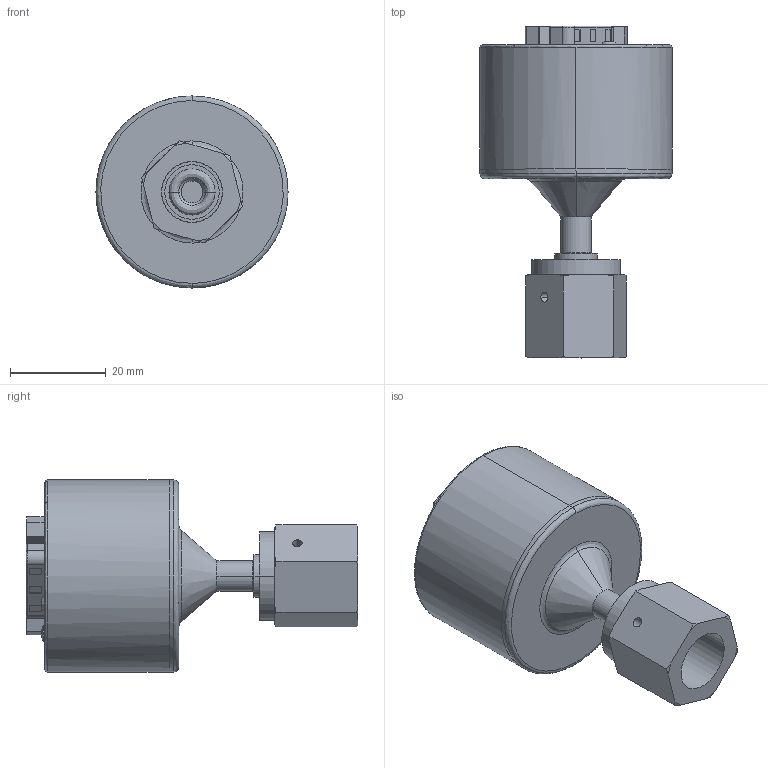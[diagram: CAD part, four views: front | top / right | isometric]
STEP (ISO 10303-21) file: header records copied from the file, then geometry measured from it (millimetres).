
FILE_DESCRIPTION (( 'STEP AP214' ), '1' );
FILE_NAME ('BVT_DB9_4FVCR.STEP', '2023-07-19T19:43:20', ( '' ), ( '' ), 'SwSTEP 2.0', 'SolidWorks 2020', '' );
FILE_SCHEMA (( 'AUTOMOTIVE_DESIGN' ));
Length unit declared in the file: inch
Products named in the file (1): BVT_DB9_4FVCR
Bounding box: 40.2 x 69.45 x 40.2 mm (x, y, z)
Volume: 40827.9 mm3; surface area: 10991.5 mm2
Topology: 1 solids, 2 shells, 336 faces, 821 edges, 532 vertices
Faces by surface type: cylinder 127, plane 126, cone 38, bspline 27, torus 18
Entity records: 11174 total; most frequent: CARTESIAN_POINT 3258, DIRECTION 1640, ORIENTED_EDGE 1634, EDGE_CURVE 817, AXIS2_PLACEMENT_3D 643, VERTEX_POINT 532, EDGE_LOOP 401, LINE 354
